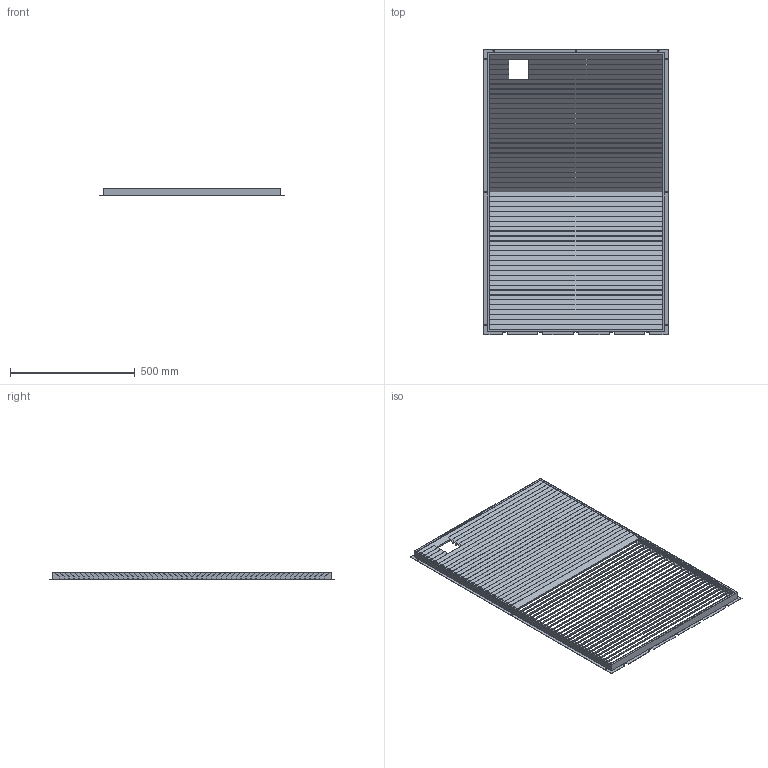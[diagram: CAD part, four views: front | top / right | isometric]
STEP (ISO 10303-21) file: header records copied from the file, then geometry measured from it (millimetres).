
FILE_DESCRIPTION (( 'STEP AP203' ), '1' );
FILE_NAME ('142-69-026.STEP', '2017-09-07T15:11:23', ( 'admin' ), ( 'Microsoft' ), 'SwSTEP 2.0', 'SolidWorks 2016', '' );
FILE_SCHEMA (( 'CONFIG_CONTROL_DESIGN' ));
Length unit declared in the file: inch
Products named in the file (1): 142-69-026
Bounding box: 738.19 x 1143 x 31.11 mm (x, y, z)
Volume: 2142855.7 mm3; surface area: 3024148.2 mm2
Topology: 60 solids, 60 shells, 538 faces, 1245 edges, 830 vertices
Faces by surface type: plane 520, cylinder 18
Entity records: 14966 total; most frequent: CARTESIAN_POINT 2614, ORIENTED_EDGE 2490, DIRECTION 2359, EDGE_CURVE 1245, VECTOR 1209, LINE 1209, VERTEX_POINT 830, AXIS2_PLACEMENT_3D 575
